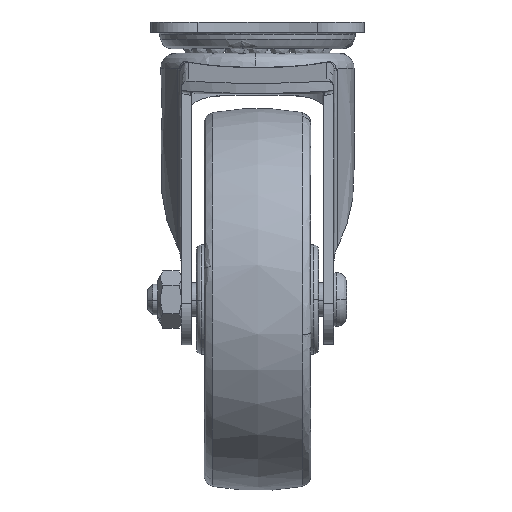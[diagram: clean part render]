
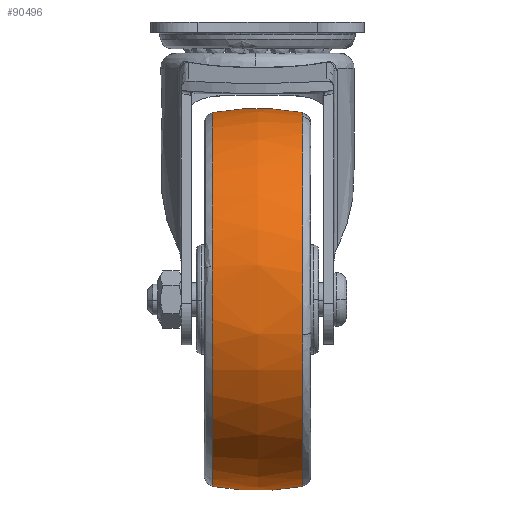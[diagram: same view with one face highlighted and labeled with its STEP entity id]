
A CAD part, left-side view. The second image highlights one B-rep face of the part: STEP entity #90496.
In plain terms, the highlighted free-form (B-spline) face has degree [2, 2] with [5, 5] control points.
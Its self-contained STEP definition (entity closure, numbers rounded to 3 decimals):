
#89469=CARTESIAN_POINT('',(-36.06,-8.854,-6.879));
#89470=VERTEX_POINT('',#89469);
#89471=CARTESIAN_POINT('',(0.0,-8.854,36.71));
#89472=VERTEX_POINT('',#89471);
#89473=CARTESIAN_POINT('',(-36.06,-8.854,-6.879));
#89474=CARTESIAN_POINT('',(-36.71,-8.854,-3.47));
#89475=CARTESIAN_POINT('',(-36.71,-8.854,0.));
#89476=CARTESIAN_POINT('',(-36.71,-8.854,36.71));
#89477=CARTESIAN_POINT('',(0.0,-8.854,36.71));
#89485=(BOUNDED_CURVE()B_SPLINE_CURVE(2,(#89473,#89474,#89475,#89476,#89477),.UNSPECIFIED.,.F.,.U.)B_SPLINE_CURVE_WITH_KNOTS((3,2,3),(0.718,0.75,1.0),.UNSPECIFIED.)CURVE()GEOMETRIC_REPRESENTATION_ITEM()RATIONAL_B_SPLINE_CURVE((0.934,0.962,1.0,0.707,1.0))REPRESENTATION_ITEM(''));
#89486=EDGE_CURVE('',#89470,#89472,#89485,.T.);
#89589=CARTESIAN_POINT('',(0.0,-8.854,-36.71));
#89590=VERTEX_POINT('',#89589);
#89591=CARTESIAN_POINT('',(0.0,-8.854,-36.71));
#89592=CARTESIAN_POINT('',(-30.369,-8.854,-36.71));
#89593=CARTESIAN_POINT('',(-36.06,-8.854,-6.879));
#89601=(BOUNDED_CURVE()B_SPLINE_CURVE(2,(#89591,#89592,#89593),.UNSPECIFIED.,.F.,.U.)B_SPLINE_CURVE_WITH_KNOTS((3,3),(0.5,0.718),.UNSPECIFIED.)CURVE()GEOMETRIC_REPRESENTATION_ITEM()RATIONAL_B_SPLINE_CURVE((1.0,0.745,0.934))REPRESENTATION_ITEM(''));
#89602=EDGE_CURVE('',#89590,#89470,#89601,.T.);
#90365=CARTESIAN_POINT('',(0.0,8.854,36.71));
#90366=VERTEX_POINT('',#90365);
#90367=CARTESIAN_POINT('',(0.0,8.854,36.71));
#90368=CARTESIAN_POINT('',(0.0,4.462,37.5));
#90369=CARTESIAN_POINT('',(0.0,0.,37.5));
#90370=CARTESIAN_POINT('',(0.0,-4.462,37.5));
#90371=CARTESIAN_POINT('',(0.0,-8.854,36.71));
#90379=(BOUNDED_CURVE()B_SPLINE_CURVE(2,(#90367,#90368,#90369,#90370,#90371),.UNSPECIFIED.,.F.,.U.)B_SPLINE_CURVE_WITH_KNOTS((3,2,3),(0.429,0.5,0.571),.UNSPECIFIED.)CURVE()GEOMETRIC_REPRESENTATION_ITEM()RATIONAL_B_SPLINE_CURVE((0.949,0.97,1.0,0.97,0.949))REPRESENTATION_ITEM(''));
#90380=EDGE_CURVE('',#90366,#89472,#90379,.T.);
#90384=CARTESIAN_POINT('',(0.0,8.854,-36.71));
#90385=VERTEX_POINT('',#90384);
#90386=CARTESIAN_POINT('',(0.0,8.854,-36.71));
#90387=CARTESIAN_POINT('',(0.0,5.843,-37.252));
#90388=CARTESIAN_POINT('',(0.0,-0.094,-37.765));
#90389=CARTESIAN_POINT('',(0.0,-6.025,-37.219));
#90390=CARTESIAN_POINT('',(0.0,-8.854,-36.71));
#90391=B_SPLINE_CURVE_WITH_KNOTS('',3,(#90386,#90387,#90388,#90389,#90390),.UNSPECIFIED.,.F.,.U.,(4,1,4),(0.,9.179,17.802),.UNSPECIFIED.);
#90392=EDGE_CURVE('',#90385,#89590,#90391,.T.);
#90427=CARTESIAN_POINT('',(0.0,9.752,-36.54));
#90428=CARTESIAN_POINT('',(0.0,4.923,-37.5));
#90429=CARTESIAN_POINT('',(0.0,0.0,-37.5));
#90430=CARTESIAN_POINT('',(0.0,-4.923,-37.5));
#90431=CARTESIAN_POINT('',(0.0,-9.752,-36.54));
#90432=CARTESIAN_POINT('',(-36.54,9.752,-36.54));
#90433=CARTESIAN_POINT('',(-37.5,4.923,-37.5));
#90434=CARTESIAN_POINT('',(-37.5,0.0,-37.5));
#90435=CARTESIAN_POINT('',(-37.5,-4.923,-37.5));
#90436=CARTESIAN_POINT('',(-36.54,-9.752,-36.54));
#90437=CARTESIAN_POINT('',(-36.54,9.752,0.));
#90438=CARTESIAN_POINT('',(-37.5,4.923,0.));
#90439=CARTESIAN_POINT('',(-37.5,0.0,0.));
#90440=CARTESIAN_POINT('',(-37.5,-4.923,0.));
#90441=CARTESIAN_POINT('',(-36.54,-9.752,0.));
#90442=CARTESIAN_POINT('',(-36.54,9.752,36.54));
#90443=CARTESIAN_POINT('',(-37.5,4.923,37.5));
#90444=CARTESIAN_POINT('',(-37.5,0.0,37.5));
#90445=CARTESIAN_POINT('',(-37.5,-4.923,37.5));
#90446=CARTESIAN_POINT('',(-36.54,-9.752,36.54));
#90447=CARTESIAN_POINT('',(0.0,9.752,36.54));
#90448=CARTESIAN_POINT('',(0.0,4.923,37.5));
#90449=CARTESIAN_POINT('',(0.0,0.0,37.5));
#90450=CARTESIAN_POINT('',(0.0,-4.923,37.5));
#90451=CARTESIAN_POINT('',(0.0,-9.752,36.54));
#90459=(BOUNDED_SURFACE()B_SPLINE_SURFACE(2,2,((#90427,#90432,#90437,#90442,#90447),(#90428,#90433,#90438,#90443,#90448),(#90429,#90434,#90439,#90444,#90449),(#90430,#90435,#90440,#90445,#90450),(#90431,#90436,#90441,#90446,#90451)),.UNSPECIFIED.,.F.,.F.,.U.)B_SPLINE_SURFACE_WITH_KNOTS((3,2,3),(3,2,3),(0.0,10.08,20.16),(0.0,62.132,124.264),.UNSPECIFIED.)GEOMETRIC_REPRESENTATION_ITEM()RATIONAL_B_SPLINE_SURFACE(((0.945,0.668,0.945,0.668,0.945),(0.967,0.684,0.967,0.684,0.967),(1.0,0.707,1.0,0.707,1.0),(0.967,0.684,0.967,0.684,0.967),(0.945,0.668,0.945,0.668,0.945)))REPRESENTATION_ITEM('')SURFACE());
#90460=ORIENTED_EDGE('',*,*,#90380,.F.);
#90461=CARTESIAN_POINT('',(-36.143,8.854,6.425));
#90462=VERTEX_POINT('',#90461);
#90463=CARTESIAN_POINT('',(-36.143,8.854,6.425));
#90464=CARTESIAN_POINT('',(-30.76,8.854,36.71));
#90465=CARTESIAN_POINT('',(0.0,8.854,36.71));
#90473=(BOUNDED_CURVE()B_SPLINE_CURVE(2,(#90463,#90464,#90465),.UNSPECIFIED.,.F.,.U.)B_SPLINE_CURVE_WITH_KNOTS((3,3),(0.78,1.0),.UNSPECIFIED.)CURVE()GEOMETRIC_REPRESENTATION_ITEM()RATIONAL_B_SPLINE_CURVE((0.938,0.742,1.0))REPRESENTATION_ITEM(''));
#90474=EDGE_CURVE('',#90462,#90366,#90473,.T.);
#90475=ORIENTED_EDGE('',*,*,#90474,.F.);
#90476=CARTESIAN_POINT('',(0.0,8.854,-36.71));
#90477=CARTESIAN_POINT('',(-36.71,8.854,-36.71));
#90478=CARTESIAN_POINT('',(-36.71,8.854,0.));
#90479=CARTESIAN_POINT('',(-36.71,8.854,3.238));
#90480=CARTESIAN_POINT('',(-36.143,8.854,6.425));
#90488=(BOUNDED_CURVE()B_SPLINE_CURVE(2,(#90476,#90477,#90478,#90479,#90480),.UNSPECIFIED.,.F.,.U.)B_SPLINE_CURVE_WITH_KNOTS((3,2,3),(0.5,0.75,0.78),.UNSPECIFIED.)CURVE()GEOMETRIC_REPRESENTATION_ITEM()RATIONAL_B_SPLINE_CURVE((1.0,0.707,1.0,0.965,0.938))REPRESENTATION_ITEM(''));
#90489=EDGE_CURVE('',#90385,#90462,#90488,.T.);
#90490=ORIENTED_EDGE('',*,*,#90489,.F.);
#90491=ORIENTED_EDGE('',*,*,#90392,.T.);
#90492=ORIENTED_EDGE('',*,*,#89602,.T.);
#90493=ORIENTED_EDGE('',*,*,#89486,.T.);
#90494=EDGE_LOOP('',(#90460,#90475,#90490,#90491,#90492,#90493));
#90495=FACE_OUTER_BOUND('',#90494,.T.);
#90496=ADVANCED_FACE('',(#90495),#90459,.T.);
